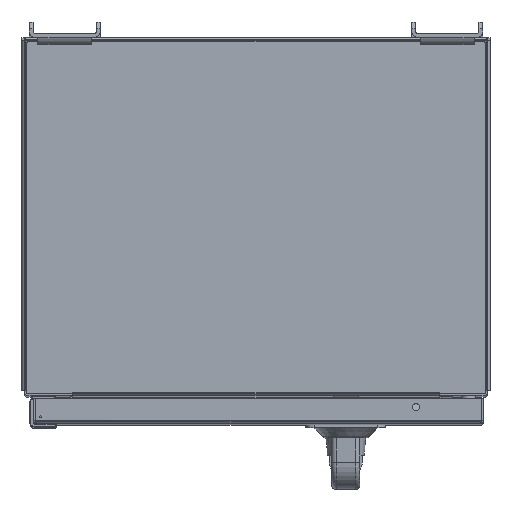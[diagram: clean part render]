
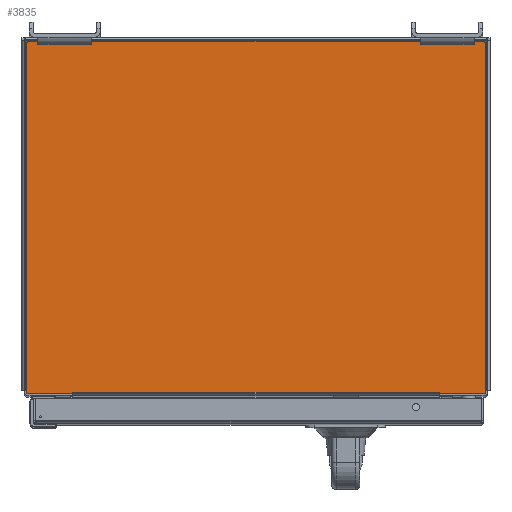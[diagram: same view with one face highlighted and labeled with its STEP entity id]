
A CAD part, top view. The second image highlights one B-rep face of the part: STEP entity #3835.
In plain terms, the highlighted planar face has unit normal (0, 0, 1).
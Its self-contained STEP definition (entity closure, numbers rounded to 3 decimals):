
#3835 = ADVANCED_FACE( '', ( #7979 ), #7980, .T. );
#7979 = FACE_OUTER_BOUND( '', #16055, .T. );
#7980 = PLANE( '', #16056 );
#16055 = EDGE_LOOP( '', ( #28211, #28212, #28213, #28214, #28215, #28216, #28217, #28218, #28219, #28220, #28221, #28222, #28223, #28224 ) );
#16056 = AXIS2_PLACEMENT_3D( '', #28225, #28226, #28227 );
#28211 = ORIENTED_EDGE( '', *, *, #36008, .F. );
#28212 = ORIENTED_EDGE( '', *, *, #36797, .T. );
#28213 = ORIENTED_EDGE( '', *, *, #36798, .F. );
#28214 = ORIENTED_EDGE( '', *, *, #35277, .T. );
#28215 = ORIENTED_EDGE( '', *, *, #36799, .T. );
#28216 = ORIENTED_EDGE( '', *, *, #36630, .F. );
#28217 = ORIENTED_EDGE( '', *, *, #36656, .F. );
#28218 = ORIENTED_EDGE( '', *, *, #36232, .T. );
#28219 = ORIENTED_EDGE( '', *, *, #36388, .F. );
#28220 = ORIENTED_EDGE( '', *, *, #36290, .T. );
#28221 = ORIENTED_EDGE( '', *, *, #36800, .T. );
#28222 = ORIENTED_EDGE( '', *, *, #34879, .T. );
#28223 = ORIENTED_EDGE( '', *, *, #36801, .F. );
#28224 = ORIENTED_EDGE( '', *, *, #34409, .T. );
#28225 = CARTESIAN_POINT( '', ( -130.683, -128.524, 1.524 ) );
#28226 = DIRECTION( '', ( 0., 0., 1. ) );
#28227 = DIRECTION( '', ( 1., 0., 0. ) );
#34409 = EDGE_CURVE( '', #39902, #39900, #39903, .T. );
#34879 = EDGE_CURVE( '', #40643, #40648, #40650, .T. );
#35277 = EDGE_CURVE( '', #41254, #41259, #41261, .F. );
#36008 = EDGE_CURVE( '', #39194, #39900, #42300, .T. );
#36232 = EDGE_CURVE( '', #38419, #40121, #42594, .T. );
#36290 = EDGE_CURVE( '', #42668, #42669, #42670, .T. );
#36388 = EDGE_CURVE( '', #42668, #40121, #42789, .T. );
#36630 = EDGE_CURVE( '', #43099, #43101, #43102, .T. );
#36656 = EDGE_CURVE( '', #38419, #43099, #43133, .T. );
#36797 = EDGE_CURVE( '', #39194, #43309, #43310, .T. );
#36798 = EDGE_CURVE( '', #41254, #43309, #43311, .F. );
#36799 = EDGE_CURVE( '', #41259, #43101, #43312, .T. );
#36800 = EDGE_CURVE( '', #42669, #40643, #43313, .T. );
#36801 = EDGE_CURVE( '', #39902, #40648, #43314, .F. );
#38419 = VERTEX_POINT( '', #46165 );
#39194 = VERTEX_POINT( '', #48062 );
#39900 = VERTEX_POINT( '', #49866 );
#39902 = VERTEX_POINT( '', #49868 );
#39903 = LINE( '', #49869, #49870 );
#40121 = VERTEX_POINT( '', #50431 );
#40643 = VERTEX_POINT( '', #51776 );
#40648 = VERTEX_POINT( '', #51783 );
#40650 = LINE( '', #51786, #51787 );
#41254 = VERTEX_POINT( '', #53178 );
#41259 = VERTEX_POINT( '', #53185 );
#41261 = LINE( '', #53188, #53189 );
#42300 = LINE( '', #55875, #55876 );
#42594 = LINE( '', #56543, #56544 );
#42668 = VERTEX_POINT( '', #56728 );
#42669 = VERTEX_POINT( '', #56729 );
#42670 = LINE( '', #56730, #56731 );
#42789 = LINE( '', #56995, #56996 );
#43099 = VERTEX_POINT( '', #57746 );
#43101 = VERTEX_POINT( '', #57749 );
#43102 = LINE( '', #57750, #57751 );
#43133 = LINE( '', #57849, #57850 );
#43309 = VERTEX_POINT( '', #58479 );
#43310 = LINE( '', #58480, #58481 );
#43311 = LINE( '', #58482, #58483 );
#43312 = LINE( '', #58484, #58485 );
#43313 = LINE( '', #58486, #58487 );
#43314 = LINE( '', #58488, #58489 );
#46165 = CARTESIAN_POINT( '', ( -130.683, -126.187, 1.524 ) );
#48062 = CARTESIAN_POINT( '', ( -164.684, 124.663, 1.524 ) );
#49866 = CARTESIAN_POINT( '', ( 164.684, 124.663, 1.524 ) );
#49868 = CARTESIAN_POINT( '', ( 164.684, -124.714, 1.524 ) );
#49869 = CARTESIAN_POINT( '', ( 164.684, -127., 1.524 ) );
#49870 = VECTOR( '', #61580, 1000. );
#50431 = CARTESIAN_POINT( '', ( 130.683, -126.187, 1.524 ) );
#51776 = CARTESIAN_POINT( '', ( 163.973, -127., 1.524 ) );
#51783 = CARTESIAN_POINT( '', ( 163.973, -124.714, 1.524 ) );
#51786 = CARTESIAN_POINT( '', ( 163.973, -128.524, 1.524 ) );
#51787 = VECTOR( '', #61955, 1000. );
#53178 = CARTESIAN_POINT( '', ( -163.973, -124.714, 1.524 ) );
#53185 = CARTESIAN_POINT( '', ( -163.973, -127., 1.524 ) );
#53188 = CARTESIAN_POINT( '', ( -163.973, -128.524, 1.524 ) );
#53189 = VECTOR( '', #62252, 1000. );
#55875 = CARTESIAN_POINT( '', ( 164.684, 124.663, 1.524 ) );
#55876 = VECTOR( '', #62793, 1000. );
#56543 = CARTESIAN_POINT( '', ( -130.683, -126.187, 1.524 ) );
#56544 = VECTOR( '', #62941, 1000. );
#56728 = CARTESIAN_POINT( '', ( 130.685, -126.187, 1.524 ) );
#56729 = CARTESIAN_POINT( '', ( 130.685, -127., 1.524 ) );
#56730 = CARTESIAN_POINT( '', ( 130.685, -128.524, 1.524 ) );
#56731 = VECTOR( '', #62980, 1000. );
#56995 = CARTESIAN_POINT( '', ( -130.685, -126.187, 1.524 ) );
#56996 = VECTOR( '', #63040, 1000. );
#57746 = CARTESIAN_POINT( '', ( -130.685, -126.187, 1.524 ) );
#57749 = CARTESIAN_POINT( '', ( -130.685, -127., 1.524 ) );
#57750 = CARTESIAN_POINT( '', ( -130.685, -128.524, 1.524 ) );
#57751 = VECTOR( '', #63212, 1000. );
#57849 = CARTESIAN_POINT( '', ( -130.685, -126.187, 1.524 ) );
#57850 = VECTOR( '', #63229, 1000. );
#58479 = CARTESIAN_POINT( '', ( -164.684, -124.714, 1.524 ) );
#58480 = CARTESIAN_POINT( '', ( -164.684, 127., 1.524 ) );
#58481 = VECTOR( '', #63271, 1000. );
#58482 = CARTESIAN_POINT( '', ( -130.683, -124.714, 1.524 ) );
#58483 = VECTOR( '', #63272, 1000. );
#58484 = CARTESIAN_POINT( '', ( -167.021, -127., 1.524 ) );
#58485 = VECTOR( '', #63273, 1000. );
#58486 = CARTESIAN_POINT( '', ( 167.021, -127., 1.524 ) );
#58487 = VECTOR( '', #63274, 1000. );
#58488 = CARTESIAN_POINT( '', ( -130.683, -124.714, 1.524 ) );
#58489 = VECTOR( '', #63275, 1000. );
#61580 = DIRECTION( '', ( 0., 1., 0. ) );
#61955 = DIRECTION( '', ( 0., 1., 0. ) );
#62252 = DIRECTION( '', ( 0., 1., 0. ) );
#62793 = DIRECTION( '', ( 1., 0., 0. ) );
#62941 = DIRECTION( '', ( 1., 0., 0. ) );
#62980 = DIRECTION( '', ( 0., -1., 0. ) );
#63040 = DIRECTION( '', ( -1., 0., 0. ) );
#63212 = DIRECTION( '', ( 0., -1., 0. ) );
#63229 = DIRECTION( '', ( -1., 0., 0. ) );
#63271 = DIRECTION( '', ( 0., -1., 0. ) );
#63272 = DIRECTION( '', ( 1., 0., 0. ) );
#63273 = DIRECTION( '', ( 1., 0., 0. ) );
#63274 = DIRECTION( '', ( 1., 0., 0. ) );
#63275 = DIRECTION( '', ( 1., 0., 0. ) );
